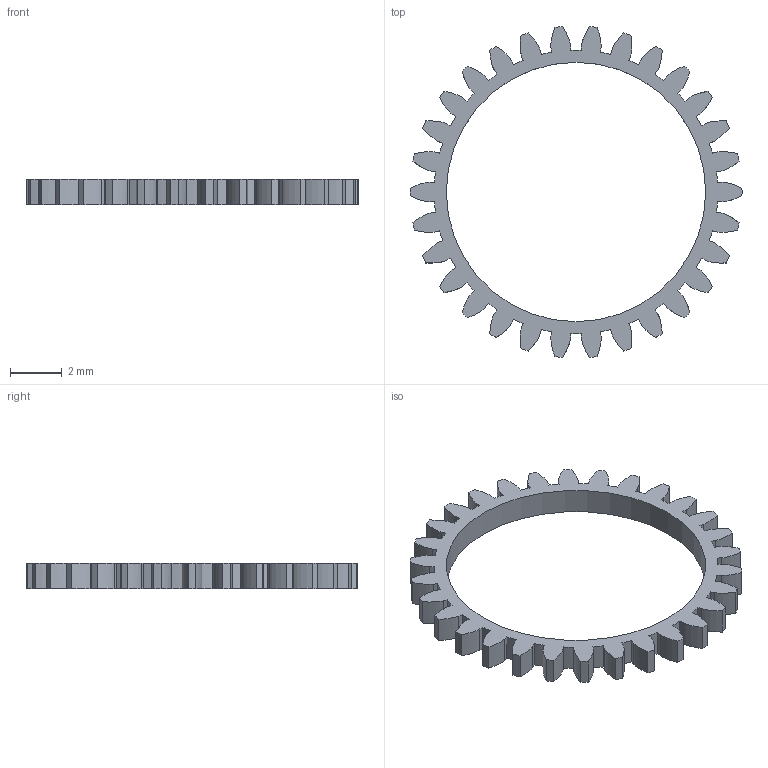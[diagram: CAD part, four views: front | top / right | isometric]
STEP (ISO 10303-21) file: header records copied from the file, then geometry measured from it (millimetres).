
FILE_DESCRIPTION(/* description */ (''),/* implementation_level */ '2;1');
FILE_NAME(/* name */ 'gear-wheel v7.stp',/* time_stamp */ '2017-08-24T17:02:11+09:00',/* author */ (''),/* organization */ (''),/* preprocessor_version */ 'ST-DEVELOPER v16.13',/* originating_system */ 'Autodesk Translation Framework v6.1.1.50',/* authorisation */ '');
FILE_SCHEMA (('AUTOMOTIVE_DESIGN { 1 0 10303 214 3 1 1 }'));
Length unit declared in the file: millimetre
Products named in the file (2): gear-wheel v7; Spur Gear (30 teeth)
Assembly tree (1 placements, depth 2):
  gear-wheel v7
    Spur Gear (30 teeth)
Bounding box: 12.8 x 12.76 x 1 mm (x, y, z)
Volume: 32.6 mm3; surface area: 176.7 mm2
Topology: 1 solids, 1 shells, 183 faces, 543 edges, 362 vertices
Faces by surface type: plane 62, cylinder 61, bspline 60
Full cylindrical faces by diameter (mm): 10 x1
Entity records: 8447 total; most frequent: CARTESIAN_POINT 3790, ORIENTED_EDGE 1084, DIRECTION 796, EDGE_CURVE 542, VERTEX_POINT 362, LINE 300, VECTOR 300, AXIS2_PLACEMENT_3D 248
